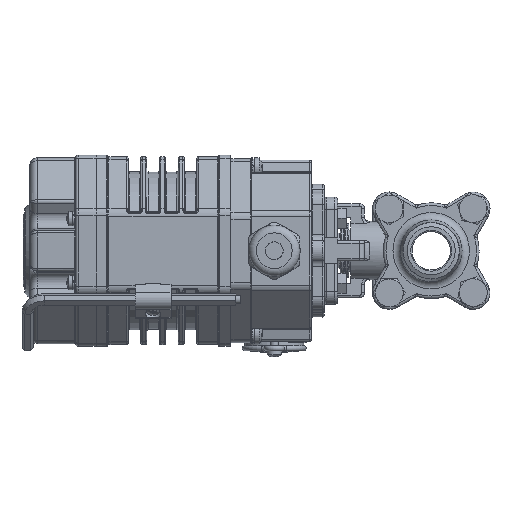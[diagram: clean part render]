
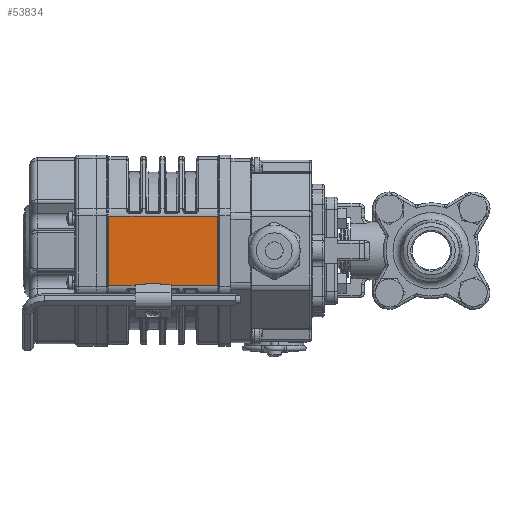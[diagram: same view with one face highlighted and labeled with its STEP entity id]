
A CAD part, left-side view. The second image highlights one B-rep face of the part: STEP entity #53834.
In plain terms, the highlighted planar face has unit normal (-1, 0, 0).
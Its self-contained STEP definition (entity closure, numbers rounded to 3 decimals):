
#9300=ORIENTED_EDGE('',*,*,#22048,.T.);
#9301=ORIENTED_EDGE('',*,*,#21069,.T.);
#9302=ORIENTED_EDGE('',*,*,#22049,.T.);
#9303=ORIENTED_EDGE('',*,*,#21037,.T.);
#21037=EDGE_CURVE('',#27810,#27809,#31982,.T.);
#21069=EDGE_CURVE('',#27826,#27825,#31990,.T.);
#22048=EDGE_CURVE('',#27809,#27826,#32414,.T.);
#22049=EDGE_CURVE('',#27825,#27810,#32415,.T.);
#27809=VERTEX_POINT('',#79613);
#27810=VERTEX_POINT('',#79617);
#27825=VERTEX_POINT('',#79677);
#27826=VERTEX_POINT('',#79681);
#31982=LINE('',#79618,#34832);
#31990=LINE('',#79682,#34840);
#32414=LINE('',#82940,#35264);
#32415=LINE('',#82941,#35265);
#34832=VECTOR('',#63478,1000.);
#34840=VECTOR('',#63566,1000.);
#35264=VECTOR('',#65714,1000.);
#35265=VECTOR('',#65715,1000.);
#38185=EDGE_LOOP('',(#9300,#9301,#9302,#9303));
#41645=FACE_BOUND('',#38185,.T.);
#44558=PLANE('',#57778);
#53834=ADVANCED_FACE('',(#41645),#44558,.F.);
#57778=AXIS2_PLACEMENT_3D('',#82939,#65712,#65713);
#63478=DIRECTION('',(0.,0.,-1.));
#63566=DIRECTION('',(0.,0.,1.));
#65712=DIRECTION('',(1.,0.,0.));
#65713=DIRECTION('',(0.,0.,-1.));
#65714=DIRECTION('',(0.,-1.,0.));
#65715=DIRECTION('',(0.,1.,0.));
#79613=CARTESIAN_POINT('',(-36.75,21.25,-13.565));
#79617=CARTESIAN_POINT('',(-36.75,21.25,13.565));
#79618=CARTESIAN_POINT('',(-36.75,21.25,-13.565));
#79677=CARTESIAN_POINT('',(-36.75,-21.25,13.565));
#79681=CARTESIAN_POINT('',(-36.75,-21.25,-13.565));
#79682=CARTESIAN_POINT('',(-36.75,-21.25,13.565));
#82939=CARTESIAN_POINT('',(-36.75,26.25,-15.222));
#82940=CARTESIAN_POINT('',(-36.75,26.25,-13.565));
#82941=CARTESIAN_POINT('',(-36.75,26.25,13.565));
